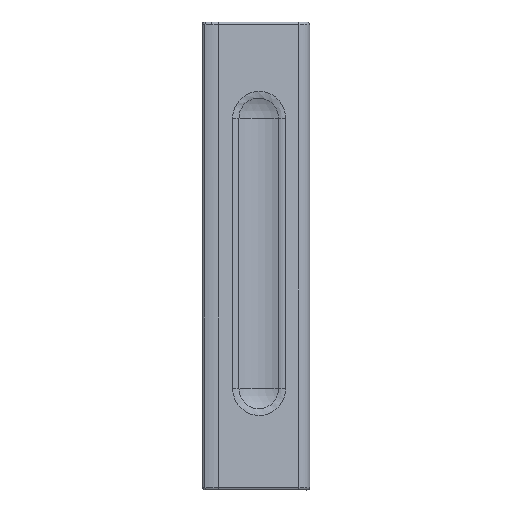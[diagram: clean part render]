
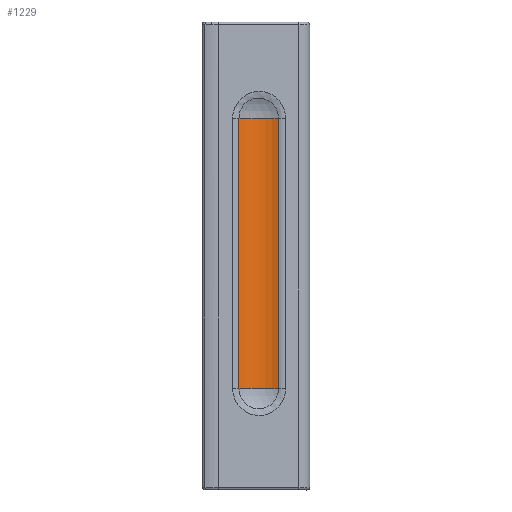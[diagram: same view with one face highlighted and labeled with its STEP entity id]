
A CAD part, top view. The second image highlights one B-rep face of the part: STEP entity #1229.
In plain terms, the highlighted cylindrical face has radius 12 mm (diameter 24 mm), a partial arc.
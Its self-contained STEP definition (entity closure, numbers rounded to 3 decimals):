
#55 = CYLINDRICAL_SURFACE('',#56,4.);
#56 = AXIS2_PLACEMENT_3D('',#57,#58,#59);
#57 = CARTESIAN_POINT('',(-7.604,-40.,31.019));
#58 = DIRECTION('',(0.,1.,0.));
#59 = DIRECTION('',(0.201,0.,0.98));
#171 = CYLINDRICAL_SURFACE('',#172,4.);
#172 = AXIS2_PLACEMENT_3D('',#173,#174,#175);
#173 = CARTESIAN_POINT('',(8.035,40.,
    27.813));
#174 = DIRECTION('',(0.,-1.,0.));
#175 = DIRECTION('',(0.201,0.,0.98));
#473 = VERTEX_POINT('',#474);
#474 = CARTESIAN_POINT('',(-4.953,-40.,34.014));
#498 = EDGE_CURVE('',#473,#499,#501,.T.);
#499 = VERTEX_POINT('',#500);
#500 = CARTESIAN_POINT('',(-4.953,40.,
    34.014));
#501 = SURFACE_CURVE('',#502,(#506,#513),.PCURVE_S1.);
#502 = LINE('',#503,#504);
#503 = CARTESIAN_POINT('',(-4.953,-40.,34.014));
#504 = VECTOR('',#505,1.);
#505 = DIRECTION('',(0.,1.,0.));
#506 = PCURVE('',#55,#507);
#507 = DEFINITIONAL_REPRESENTATION('',(#508),#512);
#508 = LINE('',#509,#510);
#509 = CARTESIAN_POINT('',(0.522,0.));
#510 = VECTOR('',#511,1.);
#511 = DIRECTION('',(0.,1.));
#512 = ( GEOMETRIC_REPRESENTATION_CONTEXT(2) 
PARAMETRIC_REPRESENTATION_CONTEXT() REPRESENTATION_CONTEXT('2D SPACE',''
  ) );
#513 = PCURVE('',#514,#519);
#514 = CYLINDRICAL_SURFACE('',#515,12.);
#515 = AXIS2_PLACEMENT_3D('',#516,#517,#518);
#516 = CARTESIAN_POINT('',(3.,-40.,43.));
#517 = DIRECTION('',(0.,1.,0.));
#518 = DIRECTION('',(0.,0.,1.));
#519 = DEFINITIONAL_REPRESENTATION('',(#520),#524);
#520 = LINE('',#521,#522);
#521 = CARTESIAN_POINT('',(3.866,0.));
#522 = VECTOR('',#523,1.);
#523 = DIRECTION('',(0.,1.));
#524 = ( GEOMETRIC_REPRESENTATION_CONTEXT(2) 
PARAMETRIC_REPRESENTATION_CONTEXT() REPRESENTATION_CONTEXT('2D SPACE',''
  ) );
#555 = VERTEX_POINT('',#556);
#556 = CARTESIAN_POINT('',(6.776,-40.,31.61));
#605 = SPHERICAL_SURFACE('',#606,12.);
#606 = AXIS2_PLACEMENT_3D('',#607,#608,#609);
#607 = CARTESIAN_POINT('',(3.,-40.,43.));
#608 = DIRECTION('',(0.,-1.,0.));
#609 = DIRECTION('',(0.,0.,1.));
#641 = VERTEX_POINT('',#642);
#642 = CARTESIAN_POINT('',(6.776,40.,
    31.61));
#667 = SPHERICAL_SURFACE('',#668,12.);
#668 = AXIS2_PLACEMENT_3D('',#669,#670,#671);
#669 = CARTESIAN_POINT('',(3.,40.,43.));
#670 = DIRECTION('',(0.,-1.,0.));
#671 = DIRECTION('',(0.,0.,1.));
#724 = EDGE_CURVE('',#641,#555,#725,.T.);
#725 = SURFACE_CURVE('',#726,(#730,#737),.PCURVE_S1.);
#726 = LINE('',#727,#728);
#727 = CARTESIAN_POINT('',(6.776,40.,
    31.61));
#728 = VECTOR('',#729,1.);
#729 = DIRECTION('',(0.,-1.,0.));
#730 = PCURVE('',#171,#731);
#731 = DEFINITIONAL_REPRESENTATION('',(#732),#736);
#732 = LINE('',#733,#734);
#733 = CARTESIAN_POINT('',(0.522,0.));
#734 = VECTOR('',#735,1.);
#735 = DIRECTION('',(0.,1.));
#736 = ( GEOMETRIC_REPRESENTATION_CONTEXT(2) 
PARAMETRIC_REPRESENTATION_CONTEXT() REPRESENTATION_CONTEXT('2D SPACE',''
  ) );
#737 = PCURVE('',#514,#738);
#738 = DEFINITIONAL_REPRESENTATION('',(#739),#743);
#739 = LINE('',#740,#741);
#740 = CARTESIAN_POINT('',(2.821,80.));
#741 = VECTOR('',#742,1.);
#742 = DIRECTION('',(-0.,-1.));
#743 = ( GEOMETRIC_REPRESENTATION_CONTEXT(2) 
PARAMETRIC_REPRESENTATION_CONTEXT() REPRESENTATION_CONTEXT('2D SPACE',''
  ) );
#1229 = ADVANCED_FACE('',(#1230),#514,.F.);
#1230 = FACE_BOUND('',#1231,.F.);
#1231 = EDGE_LOOP('',(#1232,#1254,#1255,#1277));
#1232 = ORIENTED_EDGE('',*,*,#1233,.F.);
#1233 = EDGE_CURVE('',#641,#499,#1234,.T.);
#1234 = SURFACE_CURVE('',#1235,(#1240,#1247),.PCURVE_S1.);
#1235 = CIRCLE('',#1236,12.);
#1236 = AXIS2_PLACEMENT_3D('',#1237,#1238,#1239);
#1237 = CARTESIAN_POINT('',(3.,40.,43.));
#1238 = DIRECTION('',(0.,1.,0.));
#1239 = DIRECTION('',(0.,0.,1.));
#1240 = PCURVE('',#514,#1241);
#1241 = DEFINITIONAL_REPRESENTATION('',(#1242),#1246);
#1242 = LINE('',#1243,#1244);
#1243 = CARTESIAN_POINT('',(0.,80.));
#1244 = VECTOR('',#1245,1.);
#1245 = DIRECTION('',(1.,0.));
#1246 = ( GEOMETRIC_REPRESENTATION_CONTEXT(2) 
PARAMETRIC_REPRESENTATION_CONTEXT() REPRESENTATION_CONTEXT('2D SPACE',''
  ) );
#1247 = PCURVE('',#667,#1248);
#1248 = DEFINITIONAL_REPRESENTATION('',(#1249),#1253);
#1249 = LINE('',#1250,#1251);
#1250 = CARTESIAN_POINT('',(-0.,0.));
#1251 = VECTOR('',#1252,1.);
#1252 = DIRECTION('',(-1.,0.));
#1253 = ( GEOMETRIC_REPRESENTATION_CONTEXT(2) 
PARAMETRIC_REPRESENTATION_CONTEXT() REPRESENTATION_CONTEXT('2D SPACE',''
  ) );
#1254 = ORIENTED_EDGE('',*,*,#724,.T.);
#1255 = ORIENTED_EDGE('',*,*,#1256,.T.);
#1256 = EDGE_CURVE('',#555,#473,#1257,.T.);
#1257 = SURFACE_CURVE('',#1258,(#1263,#1270),.PCURVE_S1.);
#1258 = CIRCLE('',#1259,12.);
#1259 = AXIS2_PLACEMENT_3D('',#1260,#1261,#1262);
#1260 = CARTESIAN_POINT('',(3.,-40.,43.));
#1261 = DIRECTION('',(0.,1.,0.));
#1262 = DIRECTION('',(0.,0.,1.));
#1263 = PCURVE('',#514,#1264);
#1264 = DEFINITIONAL_REPRESENTATION('',(#1265),#1269);
#1265 = LINE('',#1266,#1267);
#1266 = CARTESIAN_POINT('',(0.,0.));
#1267 = VECTOR('',#1268,1.);
#1268 = DIRECTION('',(1.,0.));
#1269 = ( GEOMETRIC_REPRESENTATION_CONTEXT(2) 
PARAMETRIC_REPRESENTATION_CONTEXT() REPRESENTATION_CONTEXT('2D SPACE',''
  ) );
#1270 = PCURVE('',#605,#1271);
#1271 = DEFINITIONAL_REPRESENTATION('',(#1272),#1276);
#1272 = LINE('',#1273,#1274);
#1273 = CARTESIAN_POINT('',(-0.,0.));
#1274 = VECTOR('',#1275,1.);
#1275 = DIRECTION('',(-1.,0.));
#1276 = ( GEOMETRIC_REPRESENTATION_CONTEXT(2) 
PARAMETRIC_REPRESENTATION_CONTEXT() REPRESENTATION_CONTEXT('2D SPACE',''
  ) );
#1277 = ORIENTED_EDGE('',*,*,#498,.T.);
